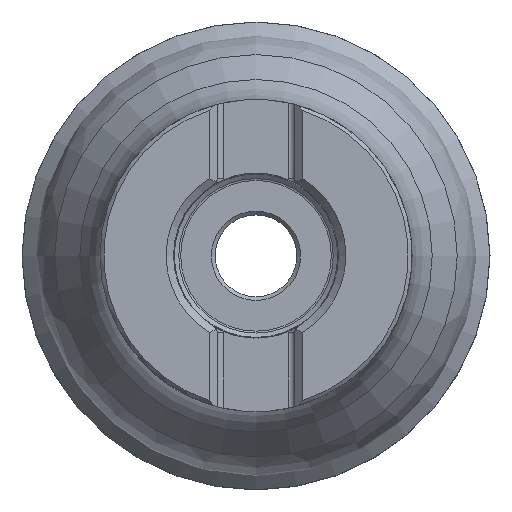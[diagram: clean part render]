
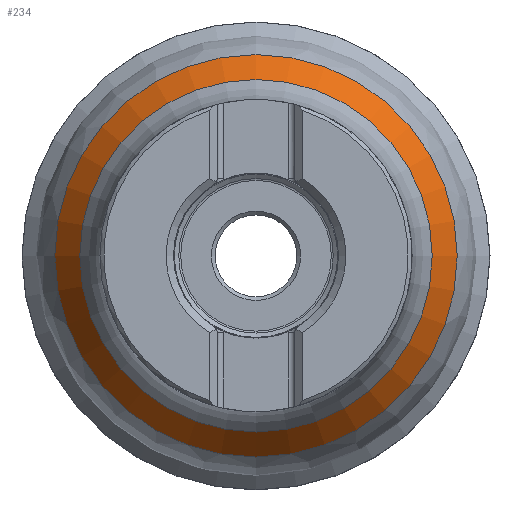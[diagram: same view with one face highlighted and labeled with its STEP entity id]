
A CAD part, top view. The second image highlights one B-rep face of the part: STEP entity #234.
In plain terms, the highlighted conical face has half-angle 35 degrees and reference radius 29.782 mm.
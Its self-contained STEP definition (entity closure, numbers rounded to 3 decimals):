
#45=CONICAL_SURFACE('',#1058,29.782,35.);
#234=ADVANCED_FACE('',(#359,#360),#45,.T.);
#359=FACE_BOUND('',#428,.T.);
#360=FACE_BOUND('',#429,.T.);
#428=EDGE_LOOP('',(#552));
#429=EDGE_LOOP('',(#553));
#552=ORIENTED_EDGE('',*,*,#885,.T.);
#553=ORIENTED_EDGE('',*,*,#886,.T.);
#790=VERTEX_POINT('',#1645);
#791=VERTEX_POINT('',#1647);
#885=EDGE_CURVE('',#790,#790,#993,.T.);
#886=EDGE_CURVE('',#791,#791,#994,.T.);
#993=CIRCLE('',#1056,27.069);
#994=CIRCLE('',#1057,23.713);
#1056=AXIS2_PLACEMENT_3D('',#1644,#1220,#1221);
#1057=AXIS2_PLACEMENT_3D('',#1646,#1222,#1223);
#1058=AXIS2_PLACEMENT_3D('',#1648,#1224,#1225);
#1220=DIRECTION('',(0.,0.,1.));
#1221=DIRECTION('',(1.,0.,0.));
#1222=DIRECTION('',(0.,0.,-1.));
#1223=DIRECTION('',(-1.,0.,0.));
#1224=DIRECTION('',(0.,0.,-1.));
#1225=DIRECTION('',(-1.,0.,0.));
#1644=CARTESIAN_POINT('',(0.,0.,-22.668));
#1645=CARTESIAN_POINT('',(27.069,0.,-22.668));
#1646=CARTESIAN_POINT('',(0.,0.,-17.874));
#1647=CARTESIAN_POINT('',(-23.713,0.,-17.874));
#1648=CARTESIAN_POINT('',(0.,0.,-26.542));
